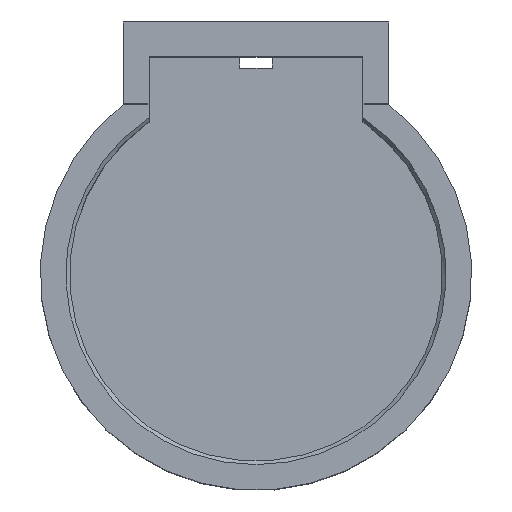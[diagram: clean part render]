
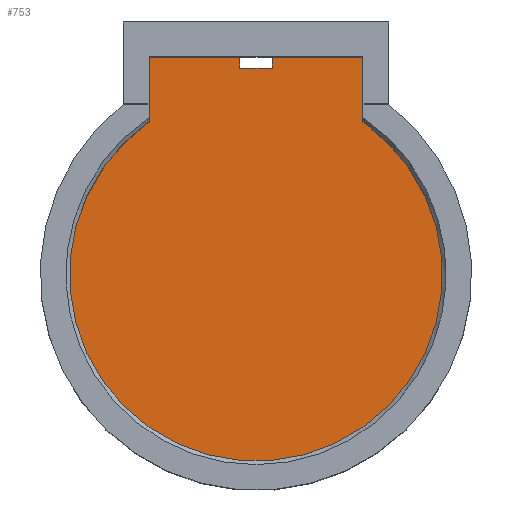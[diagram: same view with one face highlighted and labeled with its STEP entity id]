
A CAD part, top view. The second image highlights one B-rep face of the part: STEP entity #753.
In plain terms, the highlighted planar face has unit normal (0, 0, 1).
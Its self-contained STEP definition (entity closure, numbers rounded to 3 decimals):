
#295 = EDGE_CURVE('',#296,#298,#300,.T.);
#296 = VERTEX_POINT('',#297);
#297 = CARTESIAN_POINT('',(-2.2,28.254,2.));
#298 = VERTEX_POINT('',#299);
#299 = CARTESIAN_POINT('',(-2.2,29.754,2.));
#300 = LINE('',#301,#302);
#301 = CARTESIAN_POINT('',(-2.2,28.254,2.));
#302 = VECTOR('',#303,1.);
#303 = DIRECTION('',(0.,1.,0.));
#363 = VERTEX_POINT('',#364);
#364 = CARTESIAN_POINT('',(2.2,28.254,2.));
#370 = EDGE_CURVE('',#363,#371,#373,.T.);
#371 = VERTEX_POINT('',#372);
#372 = CARTESIAN_POINT('',(2.2,29.754,2.));
#373 = LINE('',#374,#375);
#374 = CARTESIAN_POINT('',(2.2,28.254,2.));
#375 = VECTOR('',#376,1.);
#376 = DIRECTION('',(0.,1.,0.));
#532 = VERTEX_POINT('',#533);
#533 = CARTESIAN_POINT('',(-14.626,29.754,2.));
#539 = EDGE_CURVE('',#298,#532,#540,.T.);
#540 = LINE('',#541,#542);
#541 = CARTESIAN_POINT('',(-7.313,29.754,2.));
#542 = VECTOR('',#543,1.);
#543 = DIRECTION('',(-1.,0.,0.));
#548 = EDGE_CURVE('',#549,#371,#551,.T.);
#549 = VERTEX_POINT('',#550);
#550 = CARTESIAN_POINT('',(14.626,29.754,2.));
#551 = LINE('',#552,#553);
#552 = CARTESIAN_POINT('',(-7.313,29.754,2.));
#553 = VECTOR('',#554,1.);
#554 = DIRECTION('',(-1.,0.,0.));
#600 = EDGE_CURVE('',#363,#296,#601,.T.);
#601 = LINE('',#602,#603);
#602 = CARTESIAN_POINT('',(2.2,28.254,2.));
#603 = VECTOR('',#604,1.);
#604 = DIRECTION('',(-1.,0.,0.));
#686 = VERTEX_POINT('',#687);
#687 = CARTESIAN_POINT('',(14.626,20.888,2.));
#693 = EDGE_CURVE('',#686,#694,#696,.T.);
#694 = VERTEX_POINT('',#695);
#695 = CARTESIAN_POINT('',(-14.626,20.888,2.));
#696 = CIRCLE('',#697,25.5);
#697 = AXIS2_PLACEMENT_3D('',#698,#699,#700);
#698 = CARTESIAN_POINT('',(0.,0.,2.));
#699 = DIRECTION('',(0.,0.,-1.));
#700 = DIRECTION('',(1.,0.,0.));
#723 = EDGE_CURVE('',#686,#549,#724,.T.);
#724 = LINE('',#725,#726);
#725 = CARTESIAN_POINT('',(14.626,28.254,2.));
#726 = VECTOR('',#727,1.);
#727 = DIRECTION('',(0.,1.,0.));
#742 = EDGE_CURVE('',#694,#532,#743,.T.);
#743 = LINE('',#744,#745);
#744 = CARTESIAN_POINT('',(-14.626,11.926,2.));
#745 = VECTOR('',#746,1.);
#746 = DIRECTION('',(0.,1.,0.));
#753 = ADVANCED_FACE('',(#754),#764,.T.);
#754 = FACE_BOUND('',#755,.T.);
#755 = EDGE_LOOP('',(#756,#757,#758,#759,#760,#761,#762,#763));
#756 = ORIENTED_EDGE('',*,*,#295,.T.);
#757 = ORIENTED_EDGE('',*,*,#539,.T.);
#758 = ORIENTED_EDGE('',*,*,#742,.F.);
#759 = ORIENTED_EDGE('',*,*,#693,.F.);
#760 = ORIENTED_EDGE('',*,*,#723,.T.);
#761 = ORIENTED_EDGE('',*,*,#548,.T.);
#762 = ORIENTED_EDGE('',*,*,#370,.F.);
#763 = ORIENTED_EDGE('',*,*,#600,.T.);
#764 = PLANE('',#765);
#765 = AXIS2_PLACEMENT_3D('',#766,#767,#768);
#766 = CARTESIAN_POINT('',(0.,5.502,2.));
#767 = DIRECTION('',(0.,0.,1.));
#768 = DIRECTION('',(1.,0.,0.));
